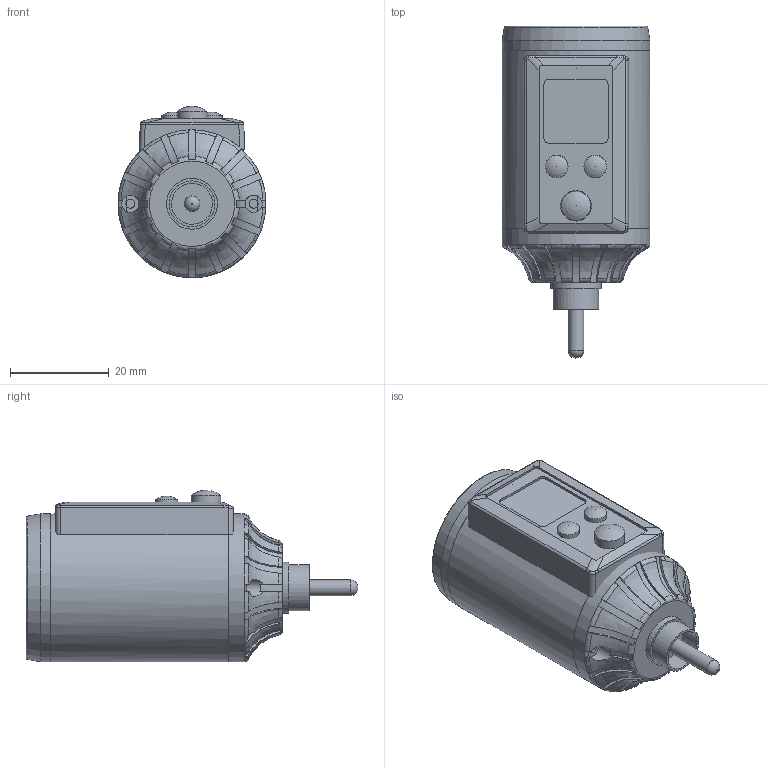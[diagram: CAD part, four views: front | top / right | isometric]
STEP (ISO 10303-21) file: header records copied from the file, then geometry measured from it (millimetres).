
FILE_DESCRIPTION(/* description */ ('Unknown'),/* implementation_level */ '2;1');
FILE_NAME(/* name */ '0. ROVER-1K_v2',/* time_stamp */ '2022-10-25T14:25:24+02:00',/* author */ ('Unknown'),/* organization */ ('Unknown'),/* preprocessor_version */ 'ST-DEVELOPER v18.102',/* originating_system */ 'Solid Edge',/* authorisation */ 'Unknown');
FILE_SCHEMA (('AUTOMOTIVE_DESIGN {1 0 10303 214 3 1 1}'));
Length unit declared in the file: millimetre
Products named in the file (17): 0. ROVER-1K_v1; EX-RV1K-01 CUERPO DE BATERIA_sch; EX-RV1K-02 BASTIDOR DE ELECTRONICA_sch_1; EX-RV1K-08 LENTILLA; EX-RV1K-09 TAPA CONECTOR_sch; EX-RV1K-07 PCB SECUNDARIA; EX-RV1K-06 PCB DISPLAY; EX-RV1K-11 PCB BATERIA; BATERIA ICR18350-1500mAh 3.7V; EX-RV1K-04 BOTON 2; EX-RV1K-04 BOTON 1; EX-RV1K-10 TAPA BATERIA_sch; TORNILLO DIN 7985 - M1,6x6 - A4; TORNILLO DIN 7985 - M1,6x3 - A4; EX-RV1K-03 PIEZA GUIA BATERIA; 3502 PHONO PLUG ; Arandela plana M-1,6 DIN433-A4
Assembly tree (27 placements, depth 2):
  0. ROVER-1K_v1
    EX-RV1K-01 CUERPO DE BATERIA_sch
    EX-RV1K-02 BASTIDOR DE ELECTRONICA_sch_1
    EX-RV1K-08 LENTILLA
    EX-RV1K-09 TAPA CONECTOR_sch
    EX-RV1K-07 PCB SECUNDARIA
    EX-RV1K-06 PCB DISPLAY
    EX-RV1K-11 PCB BATERIA
    BATERIA ICR18350-1500mAh 3.7V
    EX-RV1K-04 BOTON 2
    EX-RV1K-04 BOTON 1  x2
    EX-RV1K-10 TAPA BATERIA_sch
    TORNILLO DIN 7985 - M1,6x6 - A4  x4
    TORNILLO DIN 7985 - M1,6x3 - A4  x8
    EX-RV1K-03 PIEZA GUIA BATERIA
    3502 PHONO PLUG 
    Arandela plana M-1,6 DIN433-A4
Bounding box: 30 x 67.3 x 34.79 mm (x, y, z)
Volume: 30152.1 mm3; surface area: 28402.7 mm2
Topology: 28 solids, 28 shells, 700 faces, 1801 edges, 1187 vertices
Faces by surface type: plane 333, cylinder 283, torus 37, cone 29, bspline 15, sphere 3
Full cylindrical faces by diameter (mm): 1.25 x18, 1.6 x12, 1.7 x1, 1.8 x12, 2.68 x1, 3.18 x2, 3.2 x12, 3.5 x3, 4.5 x2, 4.6 x2, 5.25 x2, 5.35 x2, 6 x1, 6.2 x1, 7 x1, 7.1 x1, 8.3 x1, 9.3 x1, 9.4 x2, 9.5 x1, 10 x1, 10.3 x1, 14 x1, 15.7 x1, 18.17 x2, 18.5 x1, 27 x1, 28.4 x1, 28.5 x1, 29 x1
Entity records: 19207 total; most frequent: CARTESIAN_POINT 4726, DIRECTION 2535, ORIENTED_EDGE 2338, EDGE_CURVE 1169, AXIS2_PLACEMENT_3D 1040, VERTEX_POINT 828, FACE_BOUND 679, EDGE_LOOP 671
